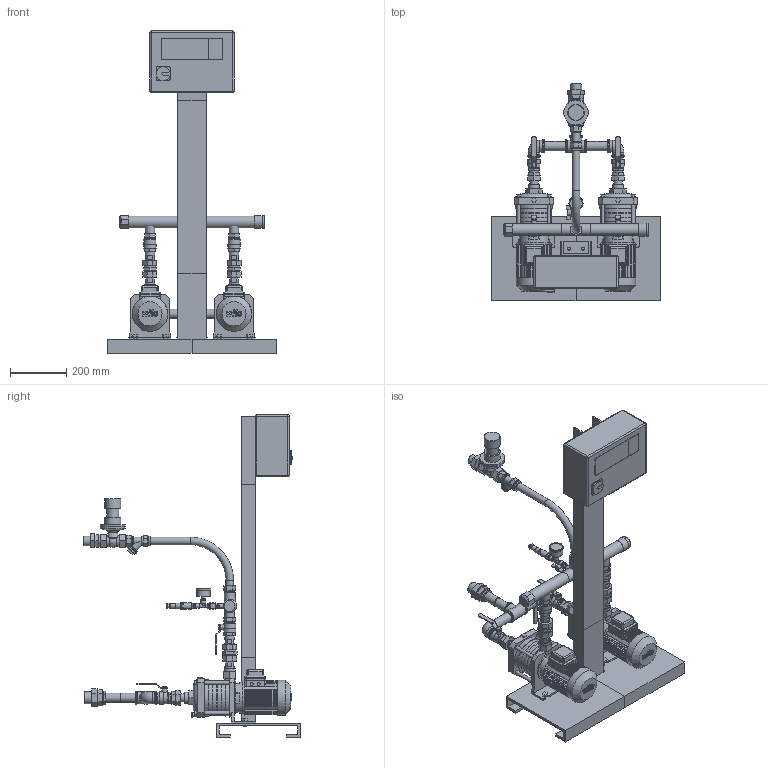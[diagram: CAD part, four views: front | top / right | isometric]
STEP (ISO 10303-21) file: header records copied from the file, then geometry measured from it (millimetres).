
FILE_DESCRIPTION(/* description */ (''),/* implementation_level */ '2;1');
FILE_NAME(/* name */ '3d_WEH-2-304-T_CE-4157264.stp',/* time_stamp */ '2020-11-04T13:31:13+01:00',/* author */ ('Andrzej'),/* organization */ (''),/* preprocessor_version */ 'ST-DEVELOPER v16.13',/* originating_system */ 'AutoCAD Mechanical',/* authorisation */ '');
FILE_SCHEMA (('AUTOMOTIVE_DESIGN { 1 0 10303 214 3 1 1 }'));
Length unit declared in the file: millimetre
Products named in the file (1): Product
Bounding box: 600 x 774.35 x 1150 mm (x, y, z)
Volume: 25482103.9 mm3; surface area: 2984402.6 mm2
Topology: 93 solids, 93 shells, 1944 faces, 4724 edges, 3066 vertices
Faces by surface type: plane 1382, cylinder 412, bspline 69, cone 36, torus 33, sphere 12
Full cylindrical faces by diameter (mm): 11 x7, 11.1 x1, 11.8 x1, 12 x5, 13 x1, 13.454 x8, 13.5 x3, 14 x1, 15 x10, 15.7 x2, 17 x1, 18 x4, 18.8 x2, 19.2 x4, 20 x2, 21 x1, 22 x1, 22.8 x2, 24 x1, 26.9 x2, 27.3 x1, 29.7 x2, 32.4 x2, 33.7 x21, 34.8 x1, 36 x2, 38 x1, 39.4 x2, 39.7 x4, 41.5 x1
Entity records: 56752 total; most frequent: CARTESIAN_POINT 11986, DIRECTION 9154, ORIENTED_EDGE 8838, EDGE_CURVE 4419, LINE 3096, VECTOR 3096, AXIS2_PLACEMENT_3D 3029, VERTEX_POINT 2993
